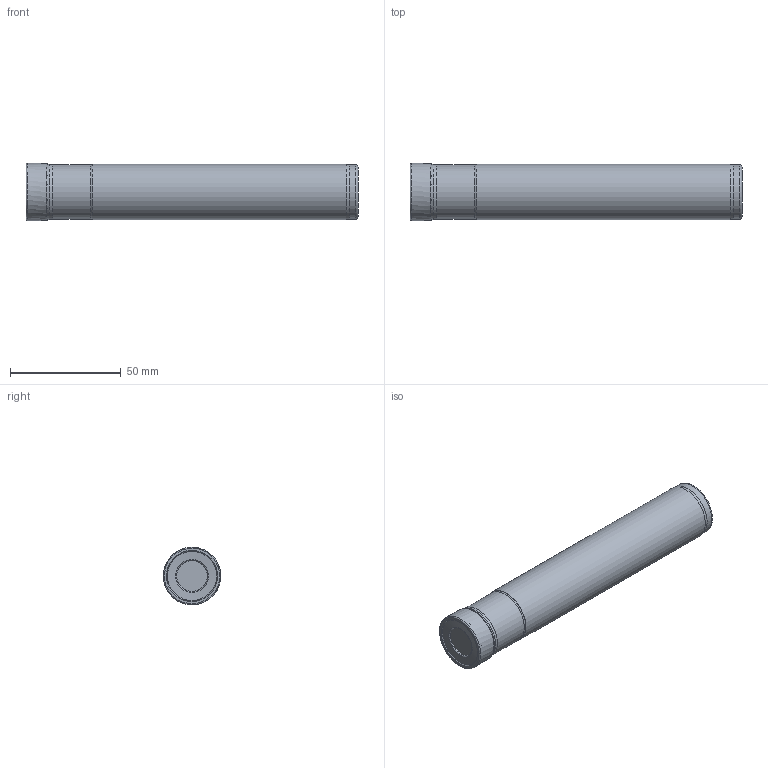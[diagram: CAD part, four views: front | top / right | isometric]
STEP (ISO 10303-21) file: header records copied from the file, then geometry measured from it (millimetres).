
FILE_DESCRIPTION(/* description */ (''),/* implementation_level */ '2;1');
FILE_NAME(/* name */ 'AEM90-AX0903-D26-C25-L150-Z03.stp',/* time_stamp */ '2023-10-19T14:47:03+03:00',/* author */ (''),/* organization */ (''),/* preprocessor_version */ 'ST-DEVELOPER v19.4',/* originating_system */ 'SIEMENS PLM Software NX2306.3001',/* authorisation */ '');
FILE_SCHEMA (('AUTOMOTIVE_DESIGN { 1 0 10303 214 3 1 1 1 }'));
Length unit declared in the file: millimetre
Products named in the file (1): AEM90-AX0903-D26-C25-L150-Z03
Bounding box: 150 x 25.97 x 25.99 mm (x, y, z)
Volume: 76112 mm3; surface area: 14499.7 mm2
Topology: 2 solids, 2 shells, 26 faces, 56 edges, 35 vertices
Faces by surface type: revolution 10, plane 5, cone 4, cylinder 4, torus 3
Full cylindrical faces by diameter (mm): 24.5 x2, 25 x2
Entity records: 680 total; most frequent: CARTESIAN_POINT 111, DIRECTION 96, EDGE_LOOP 50, ORIENTED_EDGE 50, FACE_BOUND 48, AXIS2_PLACEMENT_3D 42, ADVANCED_FACE 26, VERTEX_POINT 25
